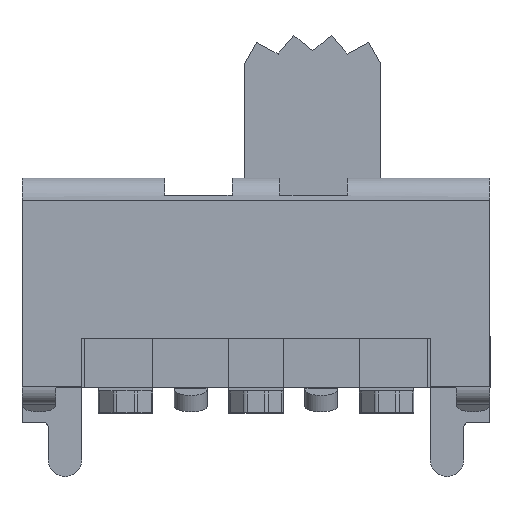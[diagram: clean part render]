
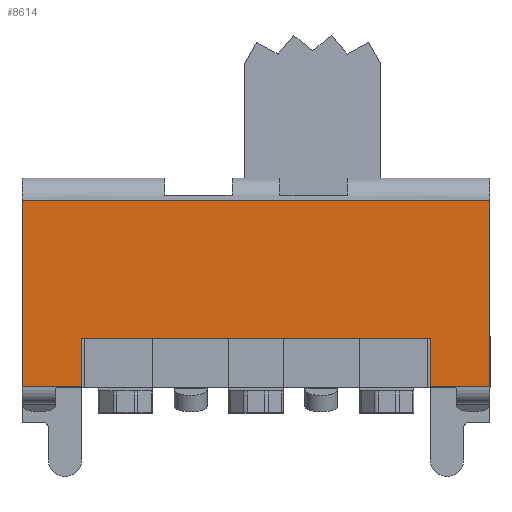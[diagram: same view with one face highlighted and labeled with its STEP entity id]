
A CAD part, top view. The second image highlights one B-rep face of the part: STEP entity #8614.
In plain terms, the highlighted planar face has unit normal (0, 0, 1).
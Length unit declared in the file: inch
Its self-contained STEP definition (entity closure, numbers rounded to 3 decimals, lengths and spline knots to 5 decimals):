
#306=PLANE('',#9236);
#675=FACE_OUTER_BOUND('',#1073,.T.);
#1073=EDGE_LOOP('',(#7524,#7525,#7526,#7527,#7528,#7529,#7530,#7531,#7532,
#7533));
#2255=LINE('',#13869,#3234);
#2264=LINE('',#13892,#3243);
#2270=LINE('',#13910,#3249);
#2271=LINE('',#13912,#3250);
#2272=LINE('',#13913,#3251);
#2273=LINE('',#13915,#3252);
#2274=LINE('',#13917,#3253);
#2275=LINE('',#13919,#3254);
#2276=LINE('',#13921,#3255);
#2277=LINE('',#13922,#3256);
#3234=VECTOR('',#11318,0.3937);
#3243=VECTOR('',#11335,0.3937);
#3249=VECTOR('',#11353,0.3937);
#3250=VECTOR('',#11354,0.3937);
#3251=VECTOR('',#11355,0.3937);
#3252=VECTOR('',#11356,0.3937);
#3253=VECTOR('',#11357,0.3937);
#3254=VECTOR('',#11358,0.3937);
#3255=VECTOR('',#11359,0.3937);
#3256=VECTOR('',#11360,0.3937);
#4070=VERTEX_POINT('',#13860);
#4072=VERTEX_POINT('',#13867);
#4081=VERTEX_POINT('',#13889);
#4082=VERTEX_POINT('',#13891);
#4088=VERTEX_POINT('',#13909);
#4089=VERTEX_POINT('',#13911);
#4090=VERTEX_POINT('',#13914);
#4091=VERTEX_POINT('',#13916);
#4092=VERTEX_POINT('',#13918);
#4093=VERTEX_POINT('',#13920);
#5255=EDGE_CURVE('',#4072,#4070,#2255,.T.);
#5265=EDGE_CURVE('',#4081,#4082,#2264,.T.);
#5275=EDGE_CURVE('',#4072,#4088,#2270,.T.);
#5276=EDGE_CURVE('',#4089,#4088,#2271,.T.);
#5277=EDGE_CURVE('',#4089,#4082,#2272,.T.);
#5278=EDGE_CURVE('',#4081,#4090,#2273,.T.);
#5279=EDGE_CURVE('',#4090,#4091,#2274,.T.);
#5280=EDGE_CURVE('',#4091,#4092,#2275,.T.);
#5281=EDGE_CURVE('',#4092,#4093,#2276,.T.);
#5282=EDGE_CURVE('',#4093,#4070,#2277,.T.);
#7524=ORIENTED_EDGE('',*,*,#5255,.F.);
#7525=ORIENTED_EDGE('',*,*,#5275,.T.);
#7526=ORIENTED_EDGE('',*,*,#5276,.F.);
#7527=ORIENTED_EDGE('',*,*,#5277,.T.);
#7528=ORIENTED_EDGE('',*,*,#5265,.F.);
#7529=ORIENTED_EDGE('',*,*,#5278,.T.);
#7530=ORIENTED_EDGE('',*,*,#5279,.T.);
#7531=ORIENTED_EDGE('',*,*,#5280,.T.);
#7532=ORIENTED_EDGE('',*,*,#5281,.T.);
#7533=ORIENTED_EDGE('',*,*,#5282,.T.);
#8614=ADVANCED_FACE('',(#675),#306,.T.);
#9236=AXIS2_PLACEMENT_3D('',#13908,#11351,#11352);
#11318=DIRECTION('',(-1.,0.,0.));
#11335=DIRECTION('',(-1.,0.,0.));
#11351=DIRECTION('center_axis',(0.,0.,
1.));
#11352=DIRECTION('ref_axis',(1.,0.,0.));
#11353=DIRECTION('',(0.,1.,0.));
#11354=DIRECTION('',(1.,0.,0.));
#11355=DIRECTION('',(0.,-1.,0.));
#11356=DIRECTION('',(1.,0.,0.));
#11357=DIRECTION('',(0.,1.,0.));
#11358=DIRECTION('',(1.,0.,0.));
#11359=DIRECTION('',(0.,-1.,0.));
#11360=DIRECTION('',(1.,0.,0.));
#13860=CARTESIAN_POINT('',(0.2545,-0.055,0.076));
#13867=CARTESIAN_POINT('',(0.2855,-0.055,0.076));
#13869=CARTESIAN_POINT('',(0.0705,-0.055,0.076));
#13889=CARTESIAN_POINT('',(-0.1135,-0.055,0.076));
#13891=CARTESIAN_POINT('',(-0.1445,-0.055,0.076));
#13892=CARTESIAN_POINT('',(0.0705,-0.055,0.076));
#13908=CARTESIAN_POINT('Origin',(0.0705,0.137,0.076));
#13909=CARTESIAN_POINT('',(0.2855,0.116,0.076));
#13910=CARTESIAN_POINT('',(0.2855,0.137,0.076));
#13911=CARTESIAN_POINT('',(-0.1445,0.116,0.076));
#13912=CARTESIAN_POINT('',(0.0705,0.116,0.076));
#13913=CARTESIAN_POINT('',(-0.1445,0.137,0.076));
#13914=CARTESIAN_POINT('',(-0.0895,-0.055,0.076));
#13915=CARTESIAN_POINT('',(-0.0095,-0.055,0.076));
#13916=CARTESIAN_POINT('',(-0.0895,-0.01,0.076));
#13917=CARTESIAN_POINT('',(-0.0895,0.0635,0.076));
#13918=CARTESIAN_POINT('',(0.2305,-0.01,0.076));
#13919=CARTESIAN_POINT('',(0.1505,-0.01,0.076));
#13920=CARTESIAN_POINT('',(0.2305,-0.055,0.076));
#13921=CARTESIAN_POINT('',(0.2305,0.0185,0.076));
#13922=CARTESIAN_POINT('',(0.1625,-0.055,0.076));
